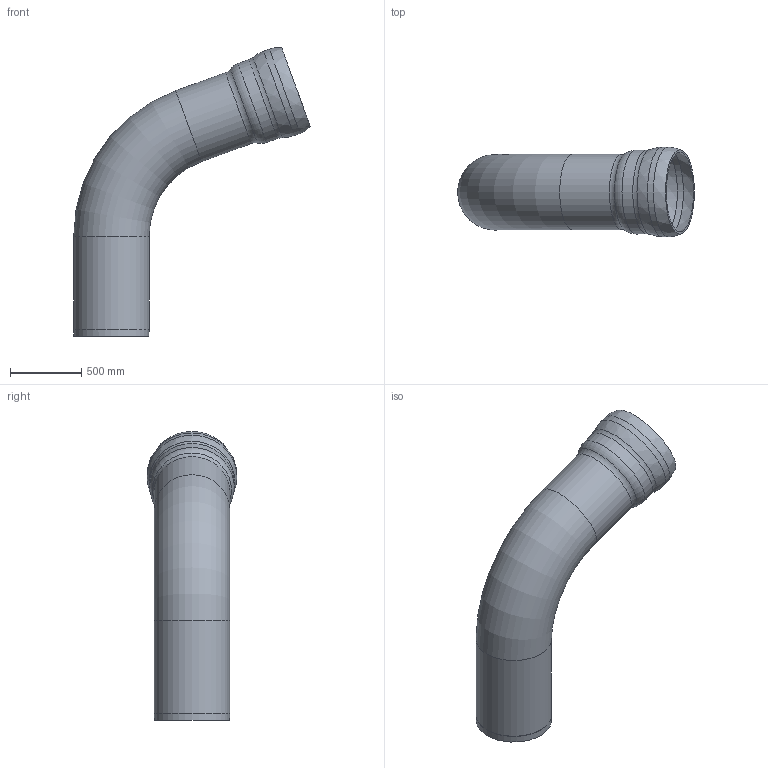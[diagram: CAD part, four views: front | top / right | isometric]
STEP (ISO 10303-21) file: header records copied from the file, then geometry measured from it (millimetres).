
FILE_DESCRIPTION(/* description */ (''),/* implementation_level */ '2;1');
FILE_NAME(/* name */ '00310.050X_3D.stp',/* time_stamp */ '2024-12-11T12:42:23+01:00',/* author */ ('CAD'),/* organization */ (''),/* preprocessor_version */ 'ST-DEVELOPER v20',/* originating_system */ 'AutoCAD Mechanical',/* authorisation */ '');
FILE_SCHEMA (('AUTOMOTIVE_DESIGN { 1 0 10303 214 3 1 1 }'));
Length unit declared in the file: centimetre
Products named in the file (2): Product; *S0
Assembly tree (1 placements, depth 2):
  Product
    *S0
Bounding box: 1663.01 x 630 x 2030.16 mm (x, y, z)
Volume: 62654022.9 mm3; surface area: 8408388.8 mm2
Topology: 1 solids, 1 shells, 26 faces, 69 edges, 44 vertices
Faces by surface type: torus 10, cylinder 8, bspline 4, cone 3, plane 1
Full cylindrical faces by diameter (mm): 500 x2, 530 x2, 560 x1, 590 x1, 600 x1, 630 x1
Entity records: 978 total; most frequent: CARTESIAN_POINT 246, DIRECTION 177, ORIENTED_EDGE 138, AXIS2_PLACEMENT_3D 83, EDGE_CURVE 69, CIRCLE 58, VERTEX_POINT 44, EDGE_LOOP 27
